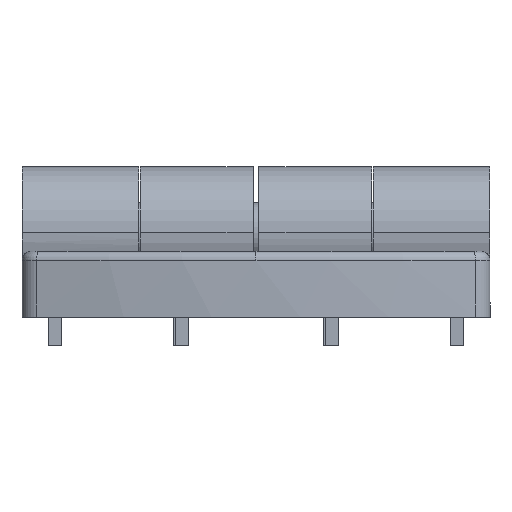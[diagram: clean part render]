
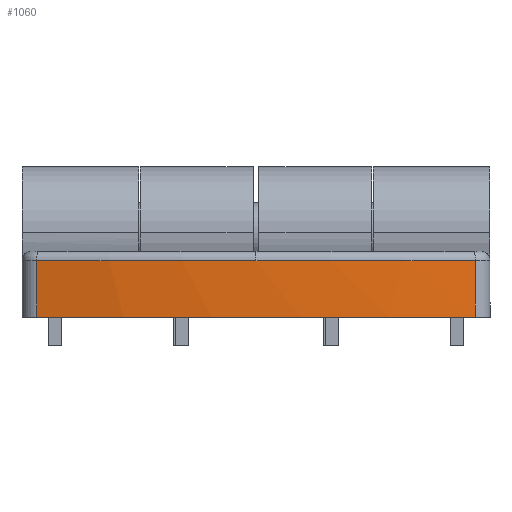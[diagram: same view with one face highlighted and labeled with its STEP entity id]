
A CAD part, left-side view. The second image highlights one B-rep face of the part: STEP entity #1060.
In plain terms, the highlighted cylindrical face has radius 104.835 mm (diameter 209.67 mm), a partial arc.
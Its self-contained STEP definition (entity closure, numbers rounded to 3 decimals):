
#2 = LINE ( 'NONE', #1404, #1580 ) ;
#149 = DIRECTION ( 'NONE',  ( 1., 0., 0. ) ) ;
#153 = AXIS2_PLACEMENT_3D ( 'NONE', #201, #1083, #2161 ) ;
#201 = CARTESIAN_POINT ( 'NONE',  ( -92.635, 0.1, 2.5 ) ) ;
#245 = DIRECTION ( 'NONE',  ( 1., 0., 0. ) ) ;
#499 = AXIS2_PLACEMENT_3D ( 'NONE', #1267, #2374, #245 ) ;
#625 = DIRECTION ( 'NONE',  ( 0., 0., -1. ) ) ;
#723 = VERTEX_POINT ( 'NONE', #1001 ) ;
#818 = VERTEX_POINT ( 'NONE', #2288 ) ;
#854 = ORIENTED_EDGE ( 'NONE', *, *, #1479, .T. ) ;
#934 = EDGE_CURVE ( 'NONE', #3391, #2308, #2258, .T. ) ;
#1001 = CARTESIAN_POINT ( 'NONE',  ( 9.568, -23.245, 2.5 ) ) ;
#1029 = DIRECTION ( 'NONE',  ( 0., 0., -1. ) ) ;
#1060 = ADVANCED_FACE ( 'NONE', ( #1668 ), #3062, .T. ) ;
#1083 = DIRECTION ( 'NONE',  ( 0., 0., -1. ) ) ;
#1227 = CIRCLE ( 'NONE', #3033, 104.835 ) ;
#1267 = CARTESIAN_POINT ( 'NONE',  ( -92.635, 0.1, -3.5 ) ) ;
#1292 = CARTESIAN_POINT ( 'NONE',  ( 9.568, -23.245, 3.5 ) ) ;
#1324 = CARTESIAN_POINT ( 'NONE',  ( 9.568, -23.245, -3.5 ) ) ;
#1404 = CARTESIAN_POINT ( 'NONE',  ( 9.568, 23.445, 3.5 ) ) ;
#1408 = VECTOR ( 'NONE', #1029, 1000. ) ;
#1431 = ORIENTED_EDGE ( 'NONE', *, *, #2674, .T. ) ;
#1479 = EDGE_CURVE ( 'NONE', #818, #3391, #2, .T. ) ;
#1580 = VECTOR ( 'NONE', #2758, 1000. ) ;
#1668 = FACE_OUTER_BOUND ( 'NONE', #1998, .T. ) ;
#1701 = CARTESIAN_POINT ( 'NONE',  ( -92.635, 0.1, 3.5 ) ) ;
#1894 = EDGE_CURVE ( 'NONE', #723, #3414, #2968, .T. ) ;
#1998 = EDGE_LOOP ( 'NONE', ( #2463, #854, #2699, #1431, #3181 ) ) ;
#2138 = CIRCLE ( 'NONE', #499, 104.835 ) ;
#2161 = DIRECTION ( 'NONE',  ( 1., 0., 0. ) ) ;
#2258 = CIRCLE ( 'NONE', #153, 104.835 ) ;
#2288 = CARTESIAN_POINT ( 'NONE',  ( 9.568, 23.445, -3.5 ) ) ;
#2308 = VERTEX_POINT ( 'NONE', #3038 ) ;
#2324 = CARTESIAN_POINT ( 'NONE',  ( -92.635, 0.1, 2.5 ) ) ;
#2374 = DIRECTION ( 'NONE',  ( 0., 0., 1. ) ) ;
#2463 = ORIENTED_EDGE ( 'NONE', *, *, #3371, .T. ) ;
#2674 = EDGE_CURVE ( 'NONE', #2308, #723, #1227, .T. ) ;
#2699 = ORIENTED_EDGE ( 'NONE', *, *, #934, .T. ) ;
#2758 = DIRECTION ( 'NONE',  ( 0., 0., 1. ) ) ;
#2762 = DIRECTION ( 'NONE',  ( -1., 0., 0. ) ) ;
#2968 = LINE ( 'NONE', #1292, #1408 ) ;
#2981 = CARTESIAN_POINT ( 'NONE',  ( 9.568, 23.445, 2.5 ) ) ;
#3033 = AXIS2_PLACEMENT_3D ( 'NONE', #2324, #625, #149 ) ;
#3038 = CARTESIAN_POINT ( 'NONE',  ( 12.2, 0.1, 2.5 ) ) ;
#3062 = CYLINDRICAL_SURFACE ( 'NONE', #3471, 104.835 ) ;
#3181 = ORIENTED_EDGE ( 'NONE', *, *, #1894, .T. ) ;
#3344 = DIRECTION ( 'NONE',  ( 0., 0., -1. ) ) ;
#3371 = EDGE_CURVE ( 'NONE', #3414, #818, #2138, .T. ) ;
#3391 = VERTEX_POINT ( 'NONE', #2981 ) ;
#3414 = VERTEX_POINT ( 'NONE', #1324 ) ;
#3471 = AXIS2_PLACEMENT_3D ( 'NONE', #1701, #3344, #2762 ) ;
